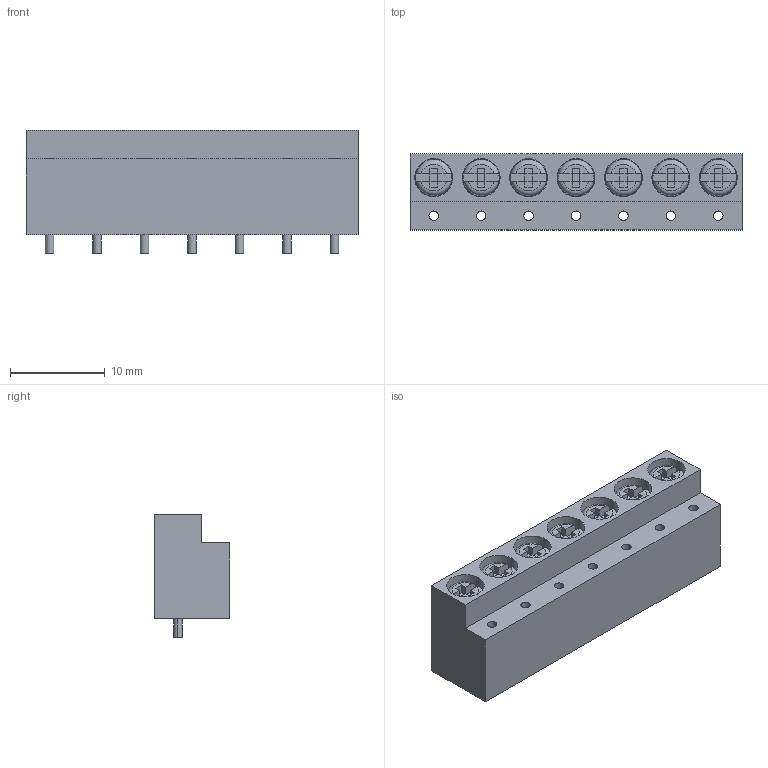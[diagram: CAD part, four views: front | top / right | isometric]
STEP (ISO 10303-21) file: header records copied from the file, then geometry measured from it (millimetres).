
FILE_DESCRIPTION (( 'STEP AP214' ), '1' );
FILE_NAME ('050-7.STEP', '2007-11-27T02:20:45', ( 'Chinese User' ), ( 'Chinese ORG' ), 'SwSTEP 2.0', 'SolidWorks 2004231', '' );
FILE_SCHEMA (( 'AUTOMOTIVE_DESIGN' ));
Length unit declared in the file: millimetre
Products named in the file (1): 050-7
Bounding box: 35 x 8 x 13 mm (x, y, z)
Volume: 2359.2 mm3; surface area: 3987.6 mm2
Topology: 1 solids, 1 shells, 428 faces, 1054 edges, 628 vertices
Faces by surface type: plane 358, cylinder 56, torus 14
Entity records: 17160 total; most frequent: CARTESIAN_POINT 2290, ORIENTED_EDGE 2108, DIRECTION 2053, EDGE_CURVE 1054, VECTOR 831, LINE 831, VERTEX_POINT 628, AXIS2_PLACEMENT_3D 611
